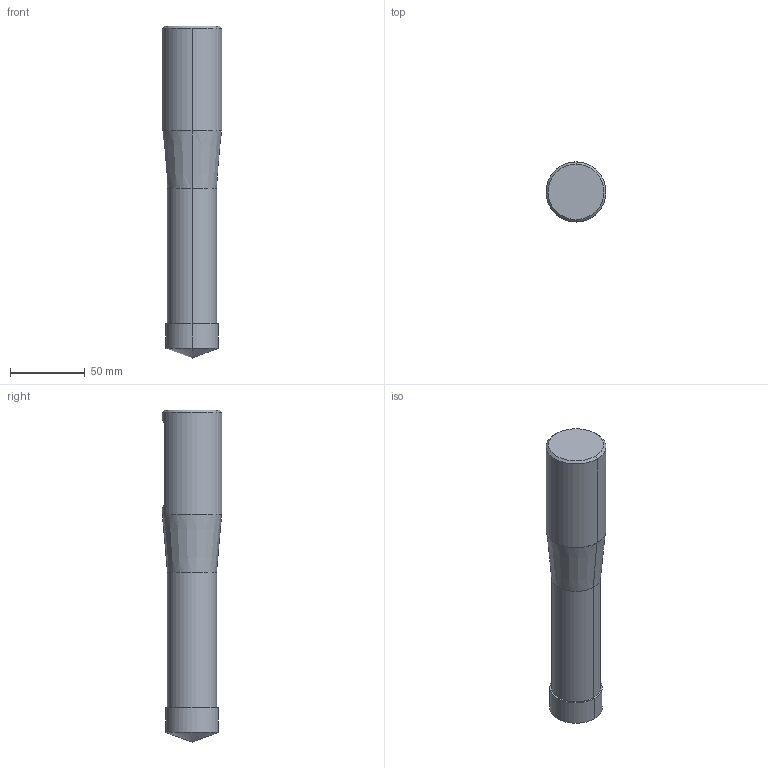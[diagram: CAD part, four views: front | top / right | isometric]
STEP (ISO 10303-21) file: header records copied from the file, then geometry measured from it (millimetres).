
FILE_DESCRIPTION(/* description */ (''),/* implementation_level */ '2;1');
FILE_NAME(/* name */ 'SMDH350M-SMDT3500_stp.stp',/* time_stamp */ '2014-08-25T11:11:11+09:00',/* author */ (''),/* organization */ (''),/* preprocessor_version */ 'ST-DEVELOPER v14',/* originating_system */ 'SIEMENS PLM Software NX 8.0',/* authorisation */ '');
FILE_SCHEMA (('AUTOMOTIVE_DESIGN { 1 0 10303 214 3 1 1 1 }'));
Length unit declared in the file: millimetre
Products named in the file (1): SMDH350M-SMDT3500_stp
Bounding box: 40 x 40 x 221.37 mm (x, y, z)
Volume: 219784.5 mm3; surface area: 28248.3 mm2
Topology: 2 solids, 2 shells, 19 faces, 39 edges, 23 vertices
Faces by surface type: cylinder 8, cone 6, plane 5
Entity records: 523 total; most frequent: CARTESIAN_POINT 92, DIRECTION 91, ORIENTED_EDGE 74, AXIS2_PLACEMENT_3D 38, EDGE_CURVE 37, VERTEX_POINT 23, EDGE_LOOP 20, ADVANCED_FACE 19
